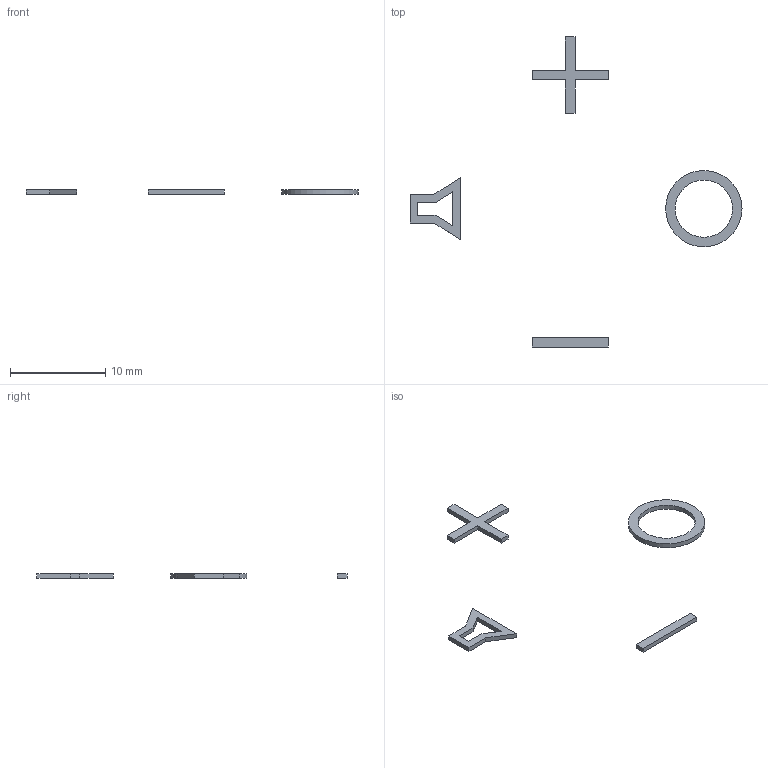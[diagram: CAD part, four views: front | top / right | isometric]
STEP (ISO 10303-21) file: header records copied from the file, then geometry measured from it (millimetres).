
FILE_DESCRIPTION(/* description */ (''),/* implementation_level */ '2;1');
FILE_NAME(/* name */ 'UFO Template with Diffuser Ring (mod) - Buttons.step',/* time_stamp */ '2025-05-27T12:24:38-07:00',/* author */ (''),/* organization */ (''),/* preprocessor_version */ 'ST-DEVELOPER v20.1',/* originating_system */ 'Autodesk Translation Framework v14.10.0.0',/* authorisation */ '');
FILE_SCHEMA (('AUTOMOTIVE_DESIGN { 1 0 10303 214 3 1 1 }'));
Length unit declared in the file: millimetre
Products named in the file (3): UFO Printable Compliant V2; UFO Template v40; Main Body
Assembly tree (2 placements, depth 3):
  UFO Printable Compliant V2
    UFO Template v40
      Main Body
Bounding box: 34.8 x 32.5 x 0.5 mm (x, y, z)
Volume: 29.4 mm3; surface area: 181.5 mm2
Topology: 4 solids, 4 shells, 38 faces, 90 edges, 60 vertices
Faces by surface type: plane 36, cylinder 2
Full cylindrical faces by diameter (mm): 6 x1, 8 x1
Entity records: 1177 total; most frequent: CARTESIAN_POINT 193, ORIENTED_EDGE 180, DIRECTION 180, EDGE_CURVE 90, LINE 86, VECTOR 86, VERTEX_POINT 60, AXIS2_PLACEMENT_3D 47
